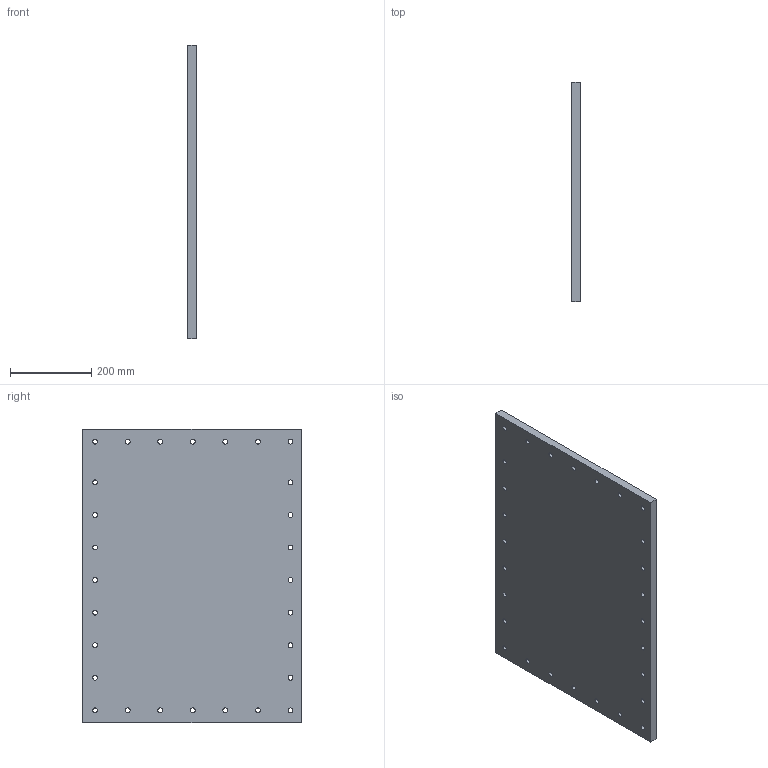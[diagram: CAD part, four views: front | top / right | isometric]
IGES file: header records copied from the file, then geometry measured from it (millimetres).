
Start section:  PTC IGES file: mice1-4-007.igs
Global section: file name: mice1-4-007.igs; native system: Pro/ENGINEER by Parametric Technology Corporation; preprocessor: 2004110; author: liuxiaokun; organization: Unknown; date: 080428.080941; units: millimetre
Bounding box: 20 x 538 x 720 mm (x, y, z)
Volume: 7683865.5 mm3; surface area: 839818 mm2
Topology: 1 solids, 1 shells, 62 faces, 180 edges, 120 vertices
Faces by surface type: revolution 56, bspline 6
